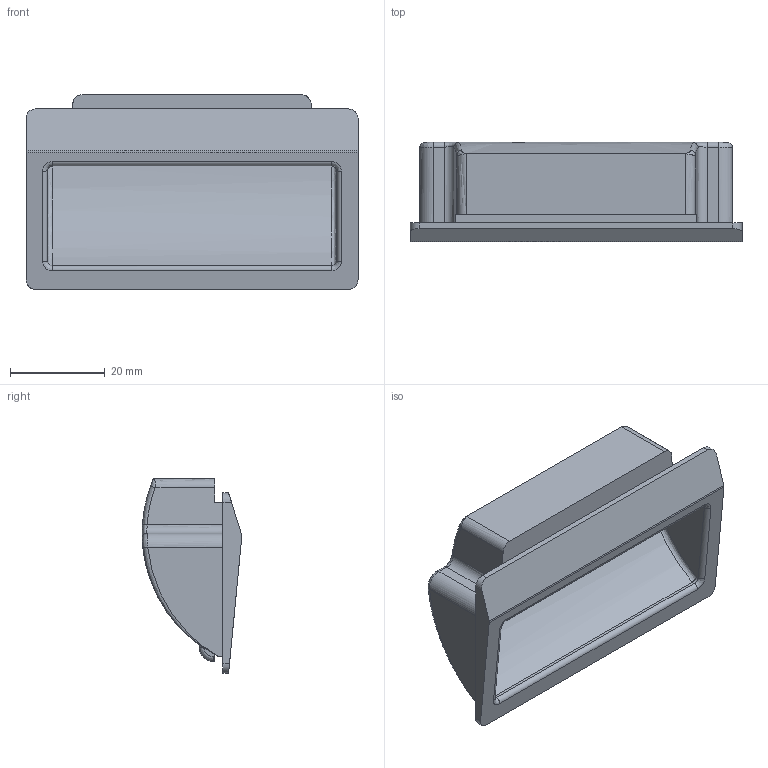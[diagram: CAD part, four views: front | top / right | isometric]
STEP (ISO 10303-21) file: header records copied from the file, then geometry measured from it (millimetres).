
FILE_DESCRIPTION((''),'2;1');
FILE_NAME('','2013-02-25T11:48:28',(''),(''),'','CADfix','');
FILE_SCHEMA(('AUTOMOTIVE_DESIGN { 1 0 10303 214 1 1 1 1 }'));
Length unit declared in the file: millimetre
Bounding box: 70 x 21 x 41 mm (x, y, z)
Volume: 14183 mm3; surface area: 11743 mm2
Topology: 1 solids, 1 shells, 82 faces, 207 edges, 126 vertices
Faces by surface type: bspline 82
Entity records: 4002 total; most frequent: CARTESIAN_POINT 2822, ORIENTED_EDGE 406, EDGE_CURVE 203, VERTEX_POINT 126, QUASI_UNIFORM_CURVE 115, EDGE_LOOP 85, FACE_OUTER_BOUND 82, ADVANCED_FACE 82
